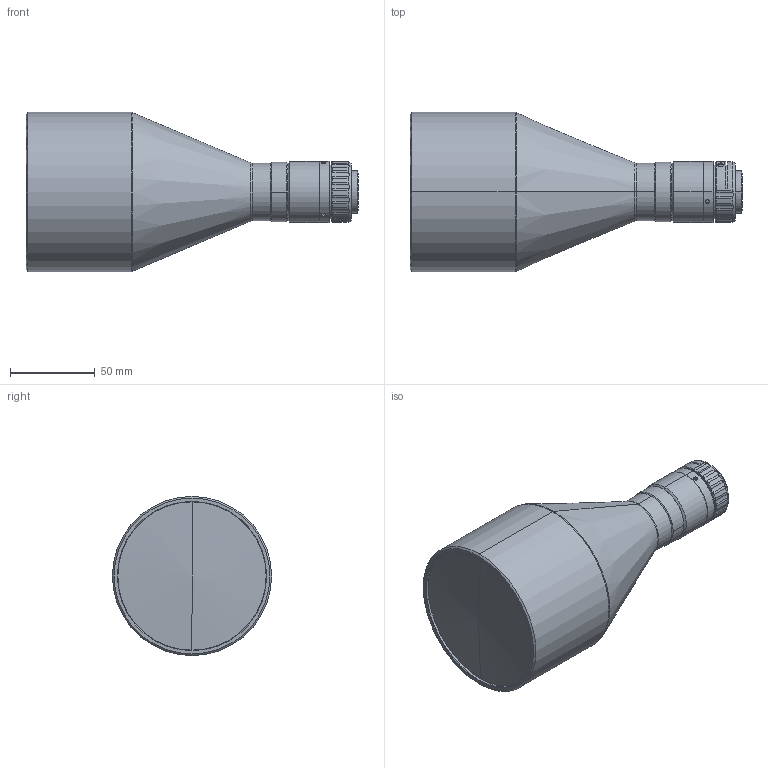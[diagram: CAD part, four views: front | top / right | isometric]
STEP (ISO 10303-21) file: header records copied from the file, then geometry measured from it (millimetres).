
FILE_DESCRIPTION (( 'STEP AP203' ), '1' );
FILE_NAME ('DTCM230-72-AL.STEP', '2019-11-13T08:19:37', ( 'Windows 蚚誧' ), ( '' ), 'SwSTEP 2.0', 'SolidWorks 2017', '' );
FILE_SCHEMA (( 'CONFIG_CONTROL_DESIGN' ));
Length unit declared in the file: millimetre
Products named in the file (1): DTCM230-72-AL
Bounding box: 195.92 x 94 x 94 mm (x, y, z)
Volume: 729110.5 mm3; surface area: 49837.6 mm2
Topology: 1 solids, 1 shells, 131 faces, 331 edges, 206 vertices
Faces by surface type: cylinder 65, cone 43, plane 19, bspline 4
Entity records: 4514 total; most frequent: CARTESIAN_POINT 1381, ORIENTED_EDGE 650, DIRECTION 631, EDGE_CURVE 325, AXIS2_PLACEMENT_3D 256, VERTEX_POINT 206, EDGE_LOOP 143, ADVANCED_FACE 131
